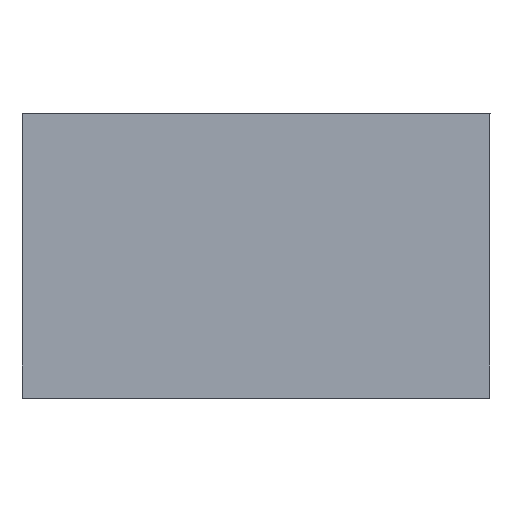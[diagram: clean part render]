
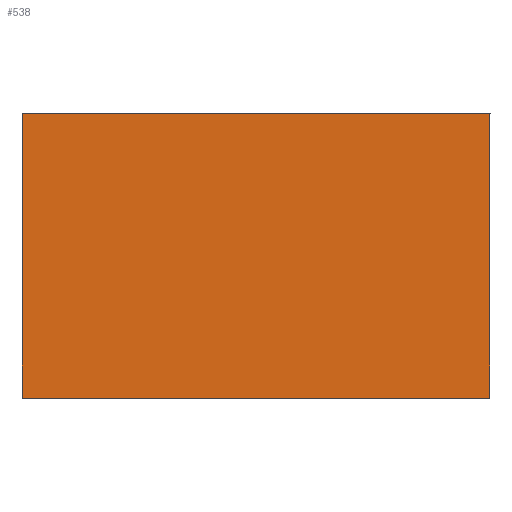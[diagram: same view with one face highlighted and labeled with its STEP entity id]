
A CAD part, top view. The second image highlights one B-rep face of the part: STEP entity #538.
In plain terms, the highlighted planar face has unit normal (0, 0, 1).
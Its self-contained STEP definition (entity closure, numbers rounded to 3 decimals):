
#142 = CARTESIAN_POINT ( 'NONE',  ( 7.514, -0.015, 0.02 ) ) ;
#159 = VECTOR ( 'NONE', #1597, 1000. ) ;
#235 = VERTEX_POINT ( 'NONE', #1704 ) ;
#247 = PLANE ( 'NONE',  #908 ) ;
#352 = EDGE_CURVE ( 'NONE', #533, #2021, #2225, .T. ) ;
#442 = DIRECTION ( 'NONE',  ( 0., 0., 1. ) ) ;
#446 = CARTESIAN_POINT ( 'NONE',  ( -0.015, -0.015, 0.02 ) ) ;
#533 = VERTEX_POINT ( 'NONE', #2337 ) ;
#538 = ADVANCED_FACE ( 'NONE', ( #1983 ), #247, .T. ) ;
#908 = AXIS2_PLACEMENT_3D ( 'NONE', #1580, #442, #1773 ) ;
#919 = LINE ( 'NONE', #2143, #1796 ) ;
#993 = ORIENTED_EDGE ( 'NONE', *, *, #2139, .T. ) ;
#1197 = LINE ( 'NONE', #1332, #159 ) ;
#1258 = ORIENTED_EDGE ( 'NONE', *, *, #1978, .T. ) ;
#1332 = CARTESIAN_POINT ( 'NONE',  ( 7.514, 4.555, 0.02 ) ) ;
#1390 = CARTESIAN_POINT ( 'NONE',  ( -0.015, -0.015, 0.02 ) ) ;
#1545 = DIRECTION ( 'NONE',  ( 0., -1., 0. ) ) ;
#1570 = DIRECTION ( 'NONE',  ( 1., 0., 0. ) ) ;
#1580 = CARTESIAN_POINT ( 'NONE',  ( 0., 0., 0.02 ) ) ;
#1592 = LINE ( 'NONE', #446, #2093 ) ;
#1597 = DIRECTION ( 'NONE',  ( -1., 0., 0. ) ) ;
#1680 = DIRECTION ( 'NONE',  ( 0., 1., 0. ) ) ;
#1704 = CARTESIAN_POINT ( 'NONE',  ( 7.514, 4.555, 0.02 ) ) ;
#1709 = ORIENTED_EDGE ( 'NONE', *, *, #2338, .T. ) ;
#1717 = VECTOR ( 'NONE', #1545, 1000. ) ;
#1773 = DIRECTION ( 'NONE',  ( 1., 0., 0. ) ) ;
#1796 = VECTOR ( 'NONE', #1680, 1000. ) ;
#1974 = ORIENTED_EDGE ( 'NONE', *, *, #352, .T. ) ;
#1978 = EDGE_CURVE ( 'NONE', #235, #533, #1197, .T. ) ;
#1983 = FACE_OUTER_BOUND ( 'NONE', #2424, .T. ) ;
#2021 = VERTEX_POINT ( 'NONE', #1390 ) ;
#2093 = VECTOR ( 'NONE', #1570, 1000. ) ;
#2109 = CARTESIAN_POINT ( 'NONE',  ( -0.015, 4.555, 0.02 ) ) ;
#2139 = EDGE_CURVE ( 'NONE', #2021, #2372, #1592, .T. ) ;
#2143 = CARTESIAN_POINT ( 'NONE',  ( 7.514, -0.015, 0.02 ) ) ;
#2225 = LINE ( 'NONE', #2109, #1717 ) ;
#2337 = CARTESIAN_POINT ( 'NONE',  ( -0.015, 4.555, 0.02 ) ) ;
#2338 = EDGE_CURVE ( 'NONE', #2372, #235, #919, .T. ) ;
#2372 = VERTEX_POINT ( 'NONE', #142 ) ;
#2424 = EDGE_LOOP ( 'NONE', ( #1709, #1258, #1974, #993 ) ) ;
